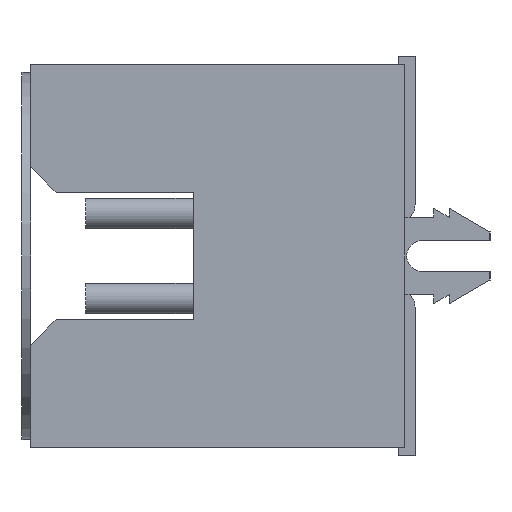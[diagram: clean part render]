
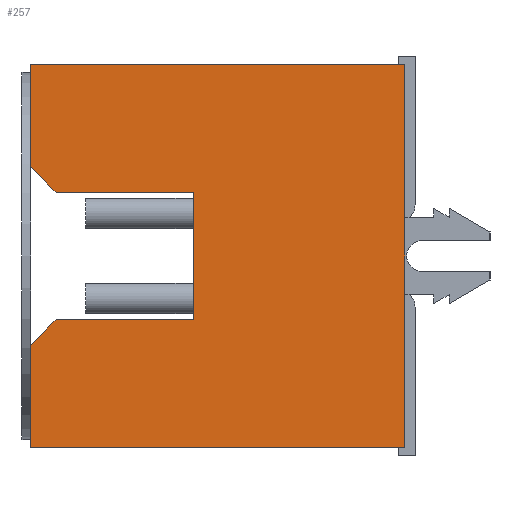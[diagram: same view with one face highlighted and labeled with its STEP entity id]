
A CAD part, left-side view. The second image highlights one B-rep face of the part: STEP entity #257.
In plain terms, the highlighted planar face has unit normal (-1, 0, 0).
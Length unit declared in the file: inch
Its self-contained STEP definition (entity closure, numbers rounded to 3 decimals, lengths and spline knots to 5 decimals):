
#257 = ADVANCED_FACE( '', ( #1001 ), #1002, .F. );
#1001 = FACE_OUTER_BOUND( '', #2503, .T. );
#1002 = PLANE( '', #2504 );
#2503 = EDGE_LOOP( '', ( #4320, #4321, #4322, #4323, #4324, #4325, #4326, #4327, #4328, #4329 ) );
#2504 = AXIS2_PLACEMENT_3D( '', #4330, #4331, #4332 );
#4320 = ORIENTED_EDGE( '', *, *, #9686, .T. );
#4321 = ORIENTED_EDGE( '', *, *, #9680, .T. );
#4322 = ORIENTED_EDGE( '', *, *, #9698, .F. );
#4323 = ORIENTED_EDGE( '', *, *, #9578, .F. );
#4324 = ORIENTED_EDGE( '', *, *, #9690, .T. );
#4325 = ORIENTED_EDGE( '', *, *, #9695, .F. );
#4326 = ORIENTED_EDGE( '', *, *, #9708, .T. );
#4327 = ORIENTED_EDGE( '', *, *, #9570, .T. );
#4328 = ORIENTED_EDGE( '', *, *, #9709, .F. );
#4329 = ORIENTED_EDGE( '', *, *, #9710, .F. );
#4330 = CARTESIAN_POINT( '', ( -0.8125, 0.22, -0.1125 ) );
#4331 = DIRECTION( '', ( 1., 0., 0. ) );
#4332 = DIRECTION( '', ( 0., 0., -1. ) );
#9570 = EDGE_CURVE( '', #11377, #11375, #11378, .T. );
#9578 = EDGE_CURVE( '', #11391, #11393, #11394, .T. );
#9680 = EDGE_CURVE( '', #11567, #11568, #11569, .T. );
#9686 = EDGE_CURVE( '', #11576, #11567, #11577, .T. );
#9690 = EDGE_CURVE( '', #11391, #11582, #11584, .T. );
#9695 = EDGE_CURVE( '', #11588, #11582, #11590, .T. );
#9698 = EDGE_CURVE( '', #11393, #11568, #11593, .T. );
#9708 = EDGE_CURVE( '', #11588, #11377, #11606, .T. );
#9709 = EDGE_CURVE( '', #11607, #11375, #11608, .T. );
#9710 = EDGE_CURVE( '', #11576, #11607, #11609, .T. );
#11375 = VERTEX_POINT( '', #14417 );
#11377 = VERTEX_POINT( '', #14420 );
#11378 = LINE( '', #14421, #14422 );
#11391 = VERTEX_POINT( '', #14441 );
#11393 = VERTEX_POINT( '', #14444 );
#11394 = LINE( '', #14445, #14446 );
#11567 = VERTEX_POINT( '', #14718 );
#11568 = VERTEX_POINT( '', #14719 );
#11569 = LINE( '', #14720, #14721 );
#11576 = VERTEX_POINT( '', #14733 );
#11577 = LINE( '', #14734, #14735 );
#11582 = VERTEX_POINT( '', #14742 );
#11584 = LINE( '', #14745, #14746 );
#11588 = VERTEX_POINT( '', #14753 );
#11590 = LINE( '', #14756, #14757 );
#11593 = LINE( '', #14762, #14763 );
#11606 = LINE( '', #14785, #14786 );
#11607 = VERTEX_POINT( '', #14787 );
#11608 = LINE( '', #14788, #14789 );
#11609 = LINE( '', #14790, #14791 );
#14417 = CARTESIAN_POINT( '', ( -0.8125, 0., 0.1125 ) );
#14420 = CARTESIAN_POINT( '', ( -0.8125, 0., -0.1125 ) );
#14421 = CARTESIAN_POINT( '', ( -0.8125, 0., -0.1125 ) );
#14422 = VECTOR( '', #18854, 39.37008 );
#14441 = CARTESIAN_POINT( '', ( -0.8125, 0.205, -0.0375 ) );
#14444 = CARTESIAN_POINT( '', ( -0.8125, 0.124, -0.0375 ) );
#14445 = CARTESIAN_POINT( '', ( -0.8125, 0.316, -0.0375 ) );
#14446 = VECTOR( '', #18862, 39.37008 );
#14718 = CARTESIAN_POINT( '', ( -0.8125, 0.205, 0.0375 ) );
#14719 = CARTESIAN_POINT( '', ( -0.8125, 0.124, 0.0375 ) );
#14720 = CARTESIAN_POINT( '', ( -0.8125, 0.316, 0.0375 ) );
#14721 = VECTOR( '', #18968, 39.37008 );
#14733 = CARTESIAN_POINT( '', ( -0.8125, 0.22, 0.0525 ) );
#14734 = CARTESIAN_POINT( '', ( -0.8125, 0.22, 0.0525 ) );
#14735 = VECTOR( '', #18974, 39.37008 );
#14742 = CARTESIAN_POINT( '', ( -0.8125, 0.22, -0.0525 ) );
#14745 = CARTESIAN_POINT( '', ( -0.8125, 0.205, -0.0375 ) );
#14746 = VECTOR( '', #18978, 39.37008 );
#14753 = CARTESIAN_POINT( '', ( -0.8125, 0.22, -0.1125 ) );
#14756 = CARTESIAN_POINT( '', ( -0.8125, 0.22, -0.1125 ) );
#14757 = VECTOR( '', #18983, 39.37008 );
#14762 = CARTESIAN_POINT( '', ( -0.8125, 0.124, -0.0375 ) );
#14763 = VECTOR( '', #18986, 39.37008 );
#14785 = CARTESIAN_POINT( '', ( -0.8125, 0.22, -0.1125 ) );
#14786 = VECTOR( '', #18996, 39.37008 );
#14787 = CARTESIAN_POINT( '', ( -0.8125, 0.22, 0.1125 ) );
#14788 = CARTESIAN_POINT( '', ( -0.8125, 0.22, 0.1125 ) );
#14789 = VECTOR( '', #18997, 39.37008 );
#14790 = CARTESIAN_POINT( '', ( -0.8125, 0.22, -0.1125 ) );
#14791 = VECTOR( '', #18998, 39.37008 );
#18854 = DIRECTION( '', ( 0., 0., 1. ) );
#18862 = DIRECTION( '', ( 0., -1., 0. ) );
#18968 = DIRECTION( '', ( 0., -1., 0. ) );
#18974 = DIRECTION( '', ( 0., -0.707, -0.707 ) );
#18978 = DIRECTION( '', ( 0., 0.707, -0.707 ) );
#18983 = DIRECTION( '', ( 0., 0., 1. ) );
#18986 = DIRECTION( '', ( 0., 0., 1. ) );
#18996 = DIRECTION( '', ( 0., -1., 0. ) );
#18997 = DIRECTION( '', ( 0., -1., 0. ) );
#18998 = DIRECTION( '', ( 0., 0., 1. ) );
